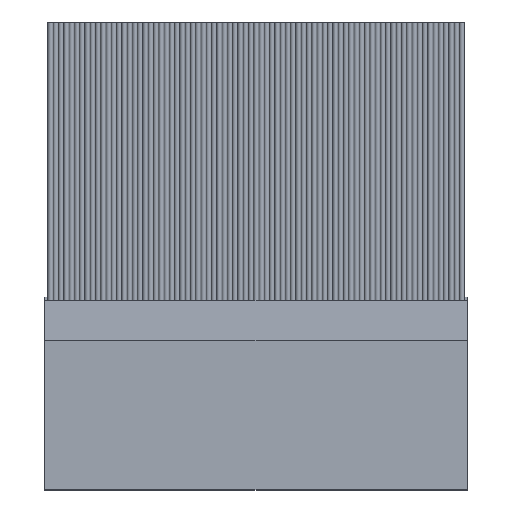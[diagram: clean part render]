
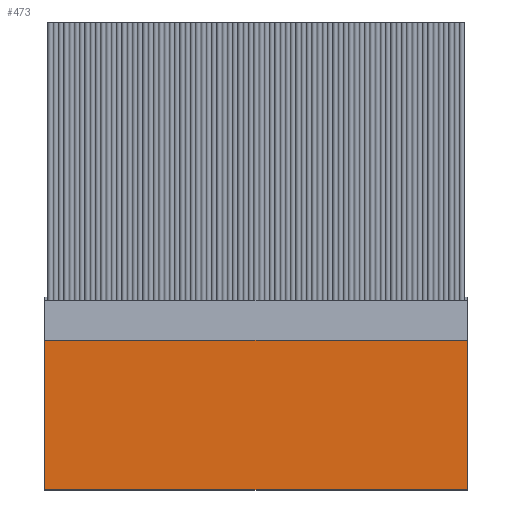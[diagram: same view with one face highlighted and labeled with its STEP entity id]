
A CAD part, front view. The second image highlights one B-rep face of the part: STEP entity #473.
In plain terms, the highlighted free-form (B-spline) face has degree [1, 1] with [2, 2] control points.
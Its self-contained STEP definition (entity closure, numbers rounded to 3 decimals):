
#450 = VERTEX_POINT('',#451);
#451 = CARTESIAN_POINT('',(2927.398,0.,0.));
#458 = VERTEX_POINT('',#459);
#459 = CARTESIAN_POINT('',(2985.946,0.,0.));
#464 = EDGE_CURVE('',#450,#458,#465,.T.);
#465 = B_SPLINE_CURVE_WITH_KNOTS('',1,(#466,#467),.UNSPECIFIED.,.F.,.F.,
  (2,2),(0.,40.),.PIECEWISE_BEZIER_KNOTS.);
#466 = CARTESIAN_POINT('',(2927.398,0.,0.));
#467 = CARTESIAN_POINT('',(2985.946,0.,0.));
#473 = ADVANCED_FACE('',(#474),#496,.T.);
#474 = FACE_BOUND('',#475,.T.);
#475 = EDGE_LOOP('',(#476,#483,#484,#491));
#476 = ORIENTED_EDGE('',*,*,#477,.F.);
#477 = EDGE_CURVE('',#450,#478,#480,.T.);
#478 = VERTEX_POINT('',#479);
#479 = CARTESIAN_POINT('',(2927.398,0.,20.781));
#480 = B_SPLINE_CURVE_WITH_KNOTS('',1,(#481,#482),.UNSPECIFIED.,.F.,.F.,
  (2,2),(0.,14.197),.PIECEWISE_BEZIER_KNOTS.);
#481 = CARTESIAN_POINT('',(2927.398,0.,0.));
#482 = CARTESIAN_POINT('',(2927.398,0.,20.781));
#483 = ORIENTED_EDGE('',*,*,#464,.T.);
#484 = ORIENTED_EDGE('',*,*,#485,.F.);
#485 = EDGE_CURVE('',#486,#458,#488,.T.);
#486 = VERTEX_POINT('',#487);
#487 = CARTESIAN_POINT('',(2985.946,0.,20.781));
#488 = B_SPLINE_CURVE_WITH_KNOTS('',1,(#489,#490),.UNSPECIFIED.,.F.,.F.,
  (2,2),(-14.197,0.),.PIECEWISE_BEZIER_KNOTS.);
#489 = CARTESIAN_POINT('',(2985.946,0.,20.781));
#490 = CARTESIAN_POINT('',(2985.946,0.,0.));
#491 = ORIENTED_EDGE('',*,*,#492,.F.);
#492 = EDGE_CURVE('',#478,#486,#493,.T.);
#493 = B_SPLINE_CURVE_WITH_KNOTS('',1,(#494,#495),.UNSPECIFIED.,.F.,.F.,
  (2,2),(0.,40.),.PIECEWISE_BEZIER_KNOTS.);
#494 = CARTESIAN_POINT('',(2927.398,0.,20.781));
#495 = CARTESIAN_POINT('',(2985.946,0.,20.781));
#496 = B_SPLINE_SURFACE_WITH_KNOTS('',1,1,(
    (#497,#498)
    ,(#499,#500
    )),.UNSPECIFIED.,.F.,.F.,.F.,(2,2),(2,2),(0.,14.197),(0.,
    40.),.PIECEWISE_BEZIER_KNOTS.);
#497 = CARTESIAN_POINT('',(2927.398,0.,20.781));
#498 = CARTESIAN_POINT('',(2985.946,0.,20.781));
#499 = CARTESIAN_POINT('',(2927.398,0.,0.));
#500 = CARTESIAN_POINT('',(2985.946,0.,0.));
